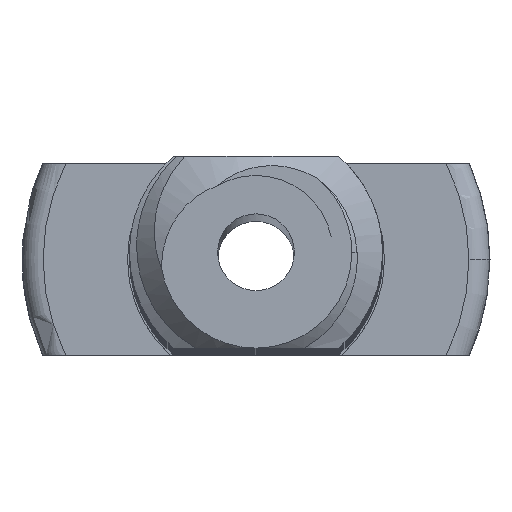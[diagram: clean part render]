
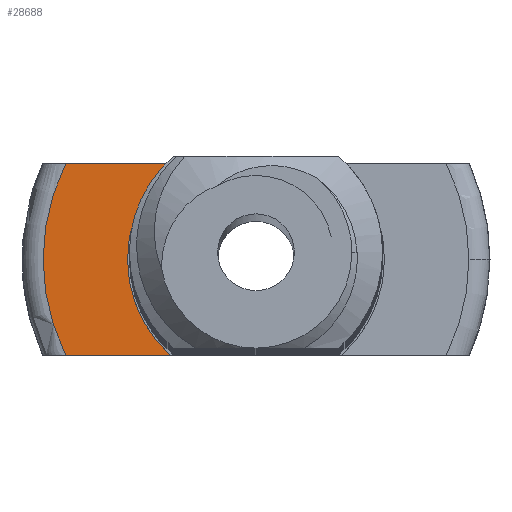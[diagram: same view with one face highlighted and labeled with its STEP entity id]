
A CAD part, top view. The second image highlights one B-rep face of the part: STEP entity #28688.
In plain terms, the highlighted planar face has unit normal (0, 0, 1).
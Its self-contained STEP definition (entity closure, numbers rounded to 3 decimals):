
#7149 = PLANE('',#7150);
#7150 = AXIS2_PLACEMENT_3D('',#7151,#7152,#7153);
#7151 = CARTESIAN_POINT('',(-12.5,-2.5,200.));
#7152 = DIRECTION('',(0.,1.,0.));
#7153 = DIRECTION('',(-1.,0.,0.));
#7938 = PLANE('',#7939);
#7939 = AXIS2_PLACEMENT_3D('',#7940,#7941,#7942);
#7940 = CARTESIAN_POINT('',(-12.5,2.5,200.));
#7941 = DIRECTION('',(0.,-1.,0.));
#7942 = DIRECTION('',(1.,0.,0.));
#10737 = VERTEX_POINT('',#10738);
#10738 = CARTESIAN_POINT('',(-2.23,-2.5,0.));
#10752 = CYLINDRICAL_SURFACE('',#10753,3.35);
#10753 = AXIS2_PLACEMENT_3D('',#10754,#10755,#10756);
#10754 = CARTESIAN_POINT('',(0.,0.,1.8)
  );
#10755 = DIRECTION('',(0.,0.,-1.));
#10756 = DIRECTION('',(1.,0.,0.));
#10764 = EDGE_CURVE('',#10765,#10737,#10767,.T.);
#10765 = VERTEX_POINT('',#10766);
#10766 = CARTESIAN_POINT('',(-4.955,-2.5,0.));
#10767 = SURFACE_CURVE('',#10768,(#10772,#10779),.PCURVE_S1.);
#10768 = LINE('',#10769,#10770);
#10769 = CARTESIAN_POINT('',(-6.25,-2.5,0.));
#10770 = VECTOR('',#10771,1.);
#10771 = DIRECTION('',(1.,0.,0.));
#10772 = PCURVE('',#7149,#10773);
#10773 = DEFINITIONAL_REPRESENTATION('',(#10774),#10778);
#10774 = LINE('',#10775,#10776);
#10775 = CARTESIAN_POINT('',(-6.25,-200.));
#10776 = VECTOR('',#10777,1.);
#10777 = DIRECTION('',(-1.,0.));
#10778 = ( GEOMETRIC_REPRESENTATION_CONTEXT(2) 
PARAMETRIC_REPRESENTATION_CONTEXT() REPRESENTATION_CONTEXT('2D SPACE',''
  ) );
#10779 = PCURVE('',#10780,#10785);
#10780 = PLANE('',#10781);
#10781 = AXIS2_PLACEMENT_3D('',#10782,#10783,#10784);
#10782 = CARTESIAN_POINT('',(0.,0.,
    0.));
#10783 = DIRECTION('',(0.,0.,-1.));
#10784 = DIRECTION('',(1.,0.,0.));
#10785 = DEFINITIONAL_REPRESENTATION('',(#10786),#10790);
#10786 = LINE('',#10787,#10788);
#10787 = CARTESIAN_POINT('',(-6.25,2.5));
#10788 = VECTOR('',#10789,1.);
#10789 = DIRECTION('',(1.,0.));
#10790 = ( GEOMETRIC_REPRESENTATION_CONTEXT(2) 
PARAMETRIC_REPRESENTATION_CONTEXT() REPRESENTATION_CONTEXT('2D SPACE',''
  ) );
#10846 = TOROIDAL_SURFACE('',#10847,5.55,0.55);
#10847 = AXIS2_PLACEMENT_3D('',#10848,#10849,#10850);
#10848 = CARTESIAN_POINT('',(0.,0.,-0.55
    ));
#10849 = DIRECTION('',(0.,0.,1.));
#10850 = DIRECTION('',(1.,0.,0.));
#25327 = VERTEX_POINT('',#25328);
#25328 = CARTESIAN_POINT('',(-2.23,2.5,0.));
#25349 = EDGE_CURVE('',#25350,#25327,#25352,.T.);
#25350 = VERTEX_POINT('',#25351);
#25351 = CARTESIAN_POINT('',(-4.955,2.5,0.));
#25352 = SURFACE_CURVE('',#25353,(#25357,#25364),.PCURVE_S1.);
#25353 = LINE('',#25354,#25355);
#25354 = CARTESIAN_POINT('',(-6.25,2.5,0.));
#25355 = VECTOR('',#25356,1.);
#25356 = DIRECTION('',(1.,0.,0.));
#25357 = PCURVE('',#7938,#25358);
#25358 = DEFINITIONAL_REPRESENTATION('',(#25359),#25363);
#25359 = LINE('',#25360,#25361);
#25360 = CARTESIAN_POINT('',(6.25,-200.));
#25361 = VECTOR('',#25362,1.);
#25362 = DIRECTION('',(1.,0.));
#25363 = ( GEOMETRIC_REPRESENTATION_CONTEXT(2) 
PARAMETRIC_REPRESENTATION_CONTEXT() REPRESENTATION_CONTEXT('2D SPACE',''
  ) );
#25364 = PCURVE('',#10780,#25365);
#25365 = DEFINITIONAL_REPRESENTATION('',(#25366),#25370);
#25366 = LINE('',#25367,#25368);
#25367 = CARTESIAN_POINT('',(-6.25,-2.5));
#25368 = VECTOR('',#25369,1.);
#25369 = DIRECTION('',(1.,0.));
#25370 = ( GEOMETRIC_REPRESENTATION_CONTEXT(2) 
PARAMETRIC_REPRESENTATION_CONTEXT() REPRESENTATION_CONTEXT('2D SPACE',''
  ) );
#28593 = EDGE_CURVE('',#10737,#25327,#28594,.T.);
#28594 = SURFACE_CURVE('',#28595,(#28600,#28607),.PCURVE_S1.);
#28595 = CIRCLE('',#28596,3.35);
#28596 = AXIS2_PLACEMENT_3D('',#28597,#28598,#28599);
#28597 = CARTESIAN_POINT('',(0.,0.,
    0.));
#28598 = DIRECTION('',(0.,0.,-1.));
#28599 = DIRECTION('',(1.,0.,0.));
#28600 = PCURVE('',#10752,#28601);
#28601 = DEFINITIONAL_REPRESENTATION('',(#28602),#28606);
#28602 = LINE('',#28603,#28604);
#28603 = CARTESIAN_POINT('',(0.,1.8));
#28604 = VECTOR('',#28605,1.);
#28605 = DIRECTION('',(1.,0.));
#28606 = ( GEOMETRIC_REPRESENTATION_CONTEXT(2) 
PARAMETRIC_REPRESENTATION_CONTEXT() REPRESENTATION_CONTEXT('2D SPACE',''
  ) );
#28607 = PCURVE('',#10780,#28608);
#28608 = DEFINITIONAL_REPRESENTATION('',(#28609),#28613);
#28609 = CIRCLE('',#28610,3.35);
#28610 = AXIS2_PLACEMENT_2D('',#28611,#28612);
#28611 = CARTESIAN_POINT('',(0.,0.));
#28612 = DIRECTION('',(1.,0.));
#28613 = ( GEOMETRIC_REPRESENTATION_CONTEXT(2) 
PARAMETRIC_REPRESENTATION_CONTEXT() REPRESENTATION_CONTEXT('2D SPACE',''
  ) );
#28688 = ADVANCED_FACE('',(#28689),#10780,.F.);
#28689 = FACE_BOUND('',#28690,.T.);
#28690 = EDGE_LOOP('',(#28691,#28692,#28693,#28694));
#28691 = ORIENTED_EDGE('',*,*,#10764,.T.);
#28692 = ORIENTED_EDGE('',*,*,#28593,.T.);
#28693 = ORIENTED_EDGE('',*,*,#25349,.F.);
#28694 = ORIENTED_EDGE('',*,*,#28695,.F.);
#28695 = EDGE_CURVE('',#10765,#25350,#28696,.T.);
#28696 = SURFACE_CURVE('',#28697,(#28702,#28709),.PCURVE_S1.);
#28697 = CIRCLE('',#28698,5.55);
#28698 = AXIS2_PLACEMENT_3D('',#28699,#28700,#28701);
#28699 = CARTESIAN_POINT('',(0.,0.,
    0.));
#28700 = DIRECTION('',(0.,0.,-1.));
#28701 = DIRECTION('',(1.,0.,0.));
#28702 = PCURVE('',#10780,#28703);
#28703 = DEFINITIONAL_REPRESENTATION('',(#28704),#28708);
#28704 = CIRCLE('',#28705,5.55);
#28705 = AXIS2_PLACEMENT_2D('',#28706,#28707);
#28706 = CARTESIAN_POINT('',(0.,0.));
#28707 = DIRECTION('',(1.,0.));
#28708 = ( GEOMETRIC_REPRESENTATION_CONTEXT(2) 
PARAMETRIC_REPRESENTATION_CONTEXT() REPRESENTATION_CONTEXT('2D SPACE',''
  ) );
#28709 = PCURVE('',#10846,#28710);
#28710 = DEFINITIONAL_REPRESENTATION('',(#28711),#28715);
#28711 = LINE('',#28712,#28713);
#28712 = CARTESIAN_POINT('',(0.,7.854));
#28713 = VECTOR('',#28714,1.);
#28714 = DIRECTION('',(-1.,0.));
#28715 = ( GEOMETRIC_REPRESENTATION_CONTEXT(2) 
PARAMETRIC_REPRESENTATION_CONTEXT() REPRESENTATION_CONTEXT('2D SPACE',''
  ) );
